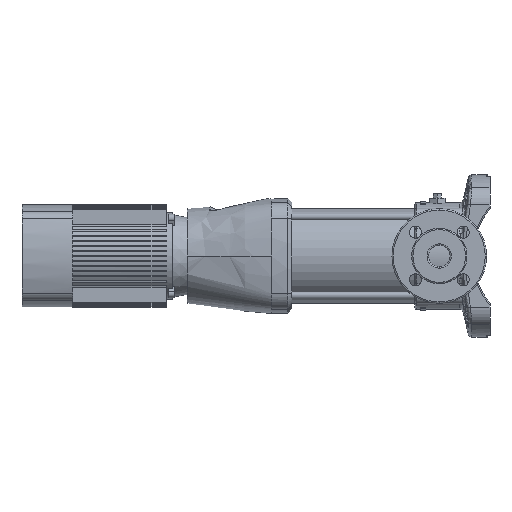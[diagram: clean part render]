
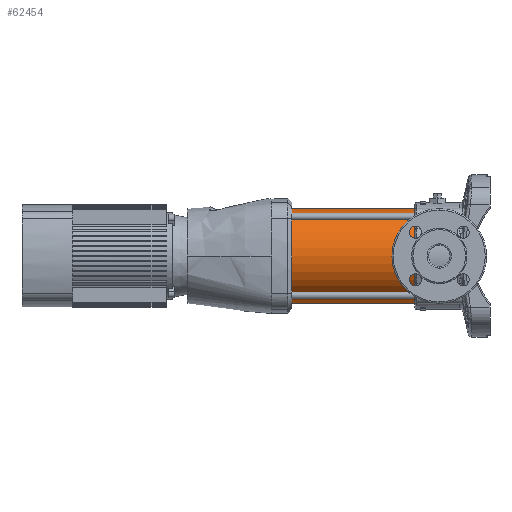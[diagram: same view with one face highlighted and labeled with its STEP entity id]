
A CAD part, left-side view. The second image highlights one B-rep face of the part: STEP entity #62454.
In plain terms, the highlighted cylindrical face has radius 70 mm (diameter 140 mm), a partial arc.
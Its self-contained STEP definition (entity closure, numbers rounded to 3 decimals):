
#1580 = DIRECTION ( 'NONE',  ( 0., 0., 1. ) ) ;
#1890 = CARTESIAN_POINT ( 'NONE',  ( 0., 293., 70. ) ) ;
#3123 = FACE_OUTER_BOUND ( 'NONE', #3422, .T. ) ;
#3310 = LINE ( 'NONE', #55420, #67437 ) ;
#3422 = EDGE_LOOP ( 'NONE', ( #34205, #9295, #16149, #61374 ) ) ;
#6467 = DIRECTION ( 'NONE',  ( 0., -1., 0. ) ) ;
#7722 = EDGE_CURVE ( 'NONE', #14564, #21702, #54060, .T. ) ;
#8459 = DIRECTION ( 'NONE',  ( 0., 1., 0. ) ) ;
#8968 = EDGE_CURVE ( 'NONE', #38124, #36706, #3310, .T. ) ;
#9295 = ORIENTED_EDGE ( 'NONE', *, *, #56139, .F. ) ;
#11142 = AXIS2_PLACEMENT_3D ( 'NONE', #34880, #14518, #50060 ) ;
#14518 = DIRECTION ( 'NONE',  ( 0., -1., 0. ) ) ;
#14564 = VERTEX_POINT ( 'NONE', #53524 ) ;
#15911 = CIRCLE ( 'NONE', #67706, 70. ) ;
#16149 = ORIENTED_EDGE ( 'NONE', *, *, #7722, .T. ) ;
#21702 = VERTEX_POINT ( 'NONE', #33546 ) ;
#22523 = CARTESIAN_POINT ( 'NONE',  ( 0., 111., 70. ) ) ;
#32338 = DIRECTION ( 'NONE',  ( 0., 1., 0. ) ) ;
#33546 = CARTESIAN_POINT ( 'NONE',  ( 0., 111., -70. ) ) ;
#33670 = CARTESIAN_POINT ( 'NONE',  ( 0., 111., 0. ) ) ;
#34205 = ORIENTED_EDGE ( 'NONE', *, *, #8968, .F. ) ;
#34880 = CARTESIAN_POINT ( 'NONE',  ( 0., 293., 0. ) ) ;
#35928 = VECTOR ( 'NONE', #6467, 1000. ) ;
#36706 = VERTEX_POINT ( 'NONE', #22523 ) ;
#38124 = VERTEX_POINT ( 'NONE', #1890 ) ;
#40372 = CYLINDRICAL_SURFACE ( 'NONE', #11142, 70. ) ;
#42277 = EDGE_CURVE ( 'NONE', #21702, #36706, #15911, .T. ) ;
#42695 = CARTESIAN_POINT ( 'NONE',  ( 0., 293., -70. ) ) ;
#50060 = DIRECTION ( 'NONE',  ( 0., 0., -1. ) ) ;
#50248 = DIRECTION ( 'NONE',  ( 0., -1., 0. ) ) ;
#53524 = CARTESIAN_POINT ( 'NONE',  ( 0., 293., -70. ) ) ;
#54060 = LINE ( 'NONE', #42695, #35928 ) ;
#55073 = CIRCLE ( 'NONE', #60588, 70. ) ;
#55420 = CARTESIAN_POINT ( 'NONE',  ( 0., 293., 70. ) ) ;
#56139 = EDGE_CURVE ( 'NONE', #14564, #38124, #55073, .T. ) ;
#60588 = AXIS2_PLACEMENT_3D ( 'NONE', #67464, #8459, #67107 ) ;
#61374 = ORIENTED_EDGE ( 'NONE', *, *, #42277, .T. ) ;
#62454 = ADVANCED_FACE ( 'NONE', ( #3123 ), #40372, .T. ) ;
#67107 = DIRECTION ( 'NONE',  ( 0., 0., 1. ) ) ;
#67437 = VECTOR ( 'NONE', #50248, 1000. ) ;
#67464 = CARTESIAN_POINT ( 'NONE',  ( 0., 293., 0. ) ) ;
#67706 = AXIS2_PLACEMENT_3D ( 'NONE', #33670, #32338, #1580 ) ;
